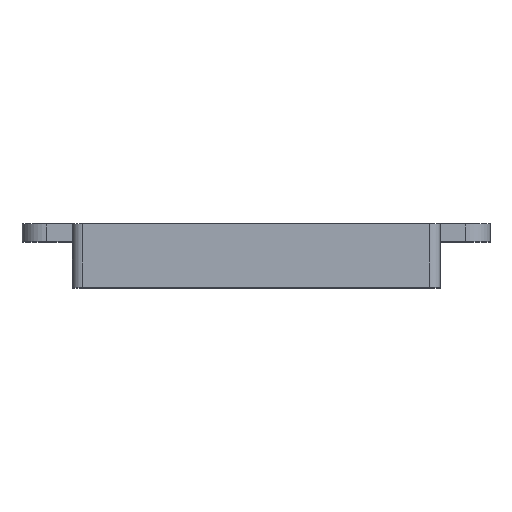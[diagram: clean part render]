
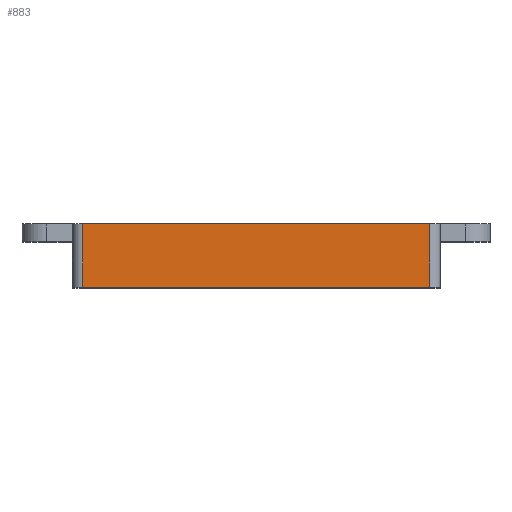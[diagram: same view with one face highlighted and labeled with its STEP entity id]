
A CAD part, top view. The second image highlights one B-rep face of the part: STEP entity #883.
In plain terms, the highlighted planar face has unit normal (0, 0, 1).
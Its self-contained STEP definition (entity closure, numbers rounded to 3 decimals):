
#32=PLANE('',#968);
#87=FACE_OUTER_BOUND('',#135,.T.);
#135=EDGE_LOOP('',(#693,#694,#695,#696));
#200=LINE('',#1368,#292);
#201=LINE('',#1371,#293);
#209=LINE('',#1391,#301);
#210=LINE('',#1392,#302);
#292=VECTOR('',#1114,10.);
#293=VECTOR('',#1117,10.);
#301=VECTOR('',#1133,10.);
#302=VECTOR('',#1134,10.);
#425=VERTEX_POINT('',#1361);
#428=VERTEX_POINT('',#1366);
#429=VERTEX_POINT('',#1370);
#437=VERTEX_POINT('',#1390);
#526=EDGE_CURVE('',#428,#425,#200,.T.);
#527=EDGE_CURVE('',#425,#429,#201,.F.);
#538=EDGE_CURVE('',#437,#428,#209,.F.);
#539=EDGE_CURVE('',#429,#437,#210,.T.);
#693=ORIENTED_EDGE('',*,*,#526,.F.);
#694=ORIENTED_EDGE('',*,*,#538,.F.);
#695=ORIENTED_EDGE('',*,*,#539,.F.);
#696=ORIENTED_EDGE('',*,*,#527,.F.);
#883=ADVANCED_FACE('',(#87),#32,.T.);
#968=AXIS2_PLACEMENT_3D('',#1389,#1131,#1132);
#1114=DIRECTION('',(0.,-1.,0.));
#1117=DIRECTION('',(1.,0.,0.));
#1131=DIRECTION('center_axis',(0.,0.,1.));
#1132=DIRECTION('ref_axis',(-1.,0.,0.));
#1133=DIRECTION('',(-1.,0.,0.));
#1134=DIRECTION('',(0.,1.,0.));
#1361=CARTESIAN_POINT('',(71.64,-2.37,95.8));
#1366=CARTESIAN_POINT('',(71.64,8.5,95.8));
#1368=CARTESIAN_POINT('',(71.64,8.5,95.8));
#1370=CARTESIAN_POINT('',(12.14,-2.37,95.8));
#1371=CARTESIAN_POINT('',(57.748,-2.37,95.8));
#1389=CARTESIAN_POINT('Origin',(73.64,8.5,95.8));
#1390=CARTESIAN_POINT('',(12.14,8.5,95.8));
#1391=CARTESIAN_POINT('',(75.698,8.5,95.8));
#1392=CARTESIAN_POINT('',(12.14,8.5,95.8));
